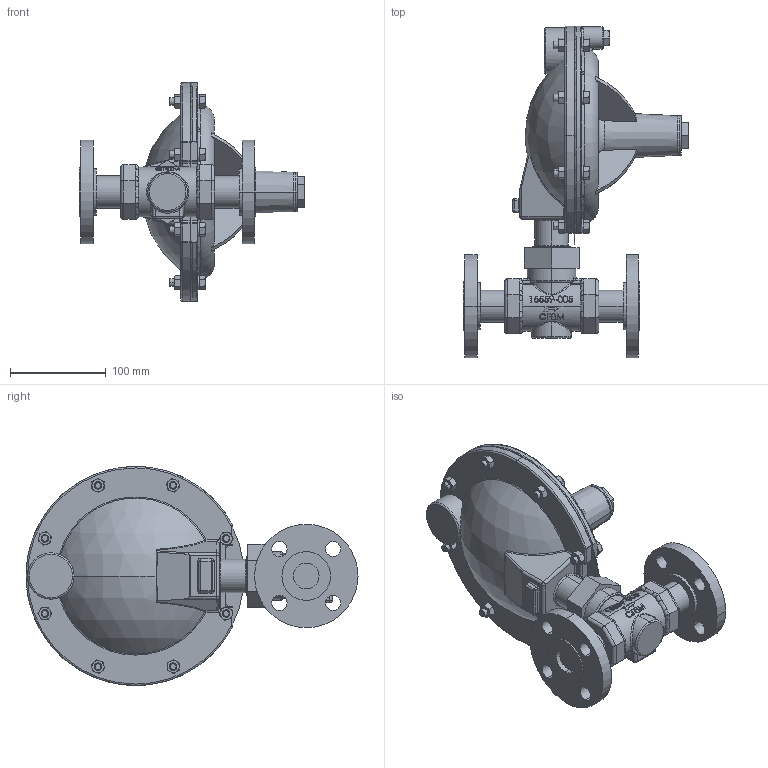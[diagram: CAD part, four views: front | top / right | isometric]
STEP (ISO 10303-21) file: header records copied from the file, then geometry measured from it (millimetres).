
FILE_DESCRIPTION (( 'STEP AP203' ), '1' );
FILE_NAME ('608IS-100-CS+S6-F5.STEP', '2017-09-07T15:16:45', ( '' ), ( '' ), 'SwSTEP 2.0', 'SolidWorks 2014', '' );
FILE_SCHEMA (( 'CONFIG_CONTROL_DESIGN' ));
Length unit declared in the file: inch
Products named in the file (1): 608IS-100-CS+S6-F5
Bounding box: 234.98 x 346.41 x 228.6 mm (x, y, z)
Volume: 2562568.3 mm3; surface area: 235112.3 mm2
Topology: 2 solids, 2 shells, 964 faces, 2352 edges, 1429 vertices
Faces by surface type: plane 341, cylinder 245, cone 168, bspline 134, torus 56, sphere 20
Entity records: 50721 total; most frequent: CARTESIAN_POINT 29389, ORIENTED_EDGE 4670, DIRECTION 4069, EDGE_CURVE 2335, AXIS2_PLACEMENT_3D 1591, VERTEX_POINT 1429, EDGE_LOOP 1050, ADVANCED_FACE 964
